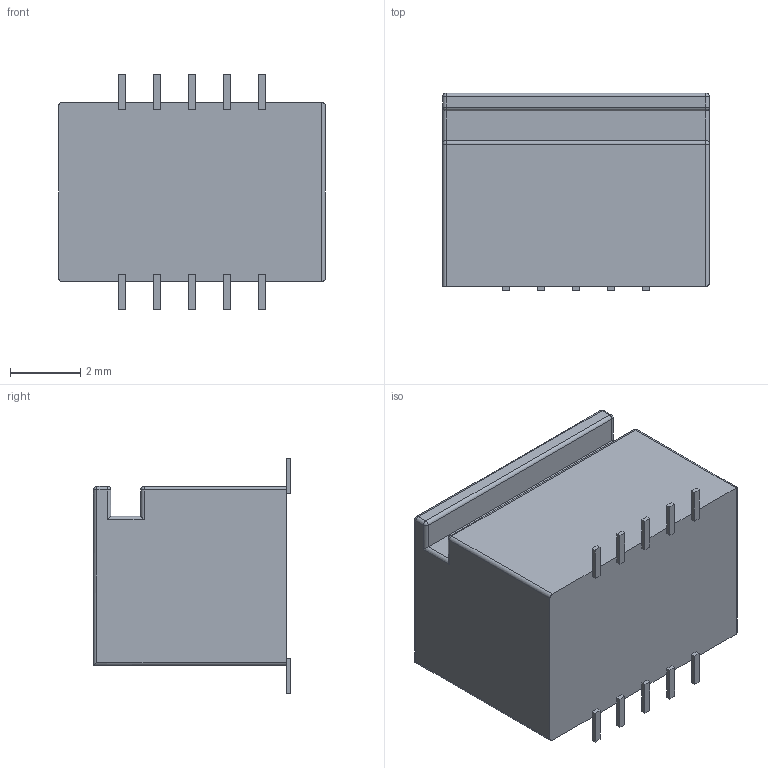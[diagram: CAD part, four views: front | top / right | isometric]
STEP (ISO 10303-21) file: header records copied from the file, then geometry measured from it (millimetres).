
FILE_DESCRIPTION (( 'STEP AP214' ), '1' );
FILE_NAME ('SH1.0_2x5P.STEP', '2021-11-18T00:27:32', ( 'PC' ), ( 'Microsoft' ), 'SwSTEP 2.0', 'SolidWorks 2021', '' );
FILE_SCHEMA (( 'AUTOMOTIVE_DESIGN' ));
Length unit declared in the file: millimetre
Products named in the file (1): SH1.0_2x5P
Bounding box: 7.6 x 5.62 x 6.7 mm (x, y, z)
Volume: 54 mm3; surface area: 381.7 mm2
Topology: 1 solids, 1 shells, 131 faces, 314 edges, 190 vertices
Faces by surface type: plane 87, cylinder 38, sphere 6
Entity records: 3708 total; most frequent: CARTESIAN_POINT 654, DIRECTION 624, ORIENTED_EDGE 616, EDGE_CURVE 308, LINE 240, VECTOR 240, AXIS2_PLACEMENT_3D 192, VERTEX_POINT 190
